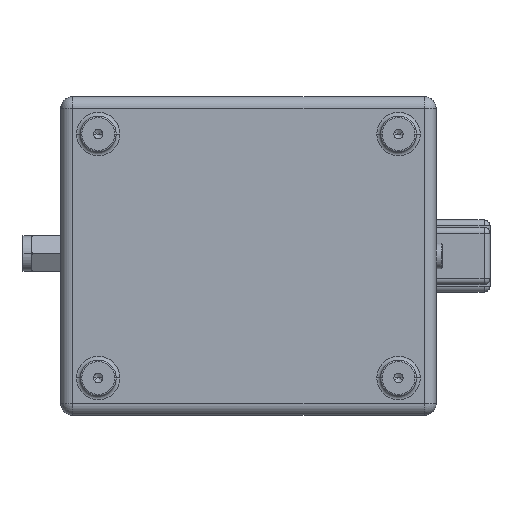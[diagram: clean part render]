
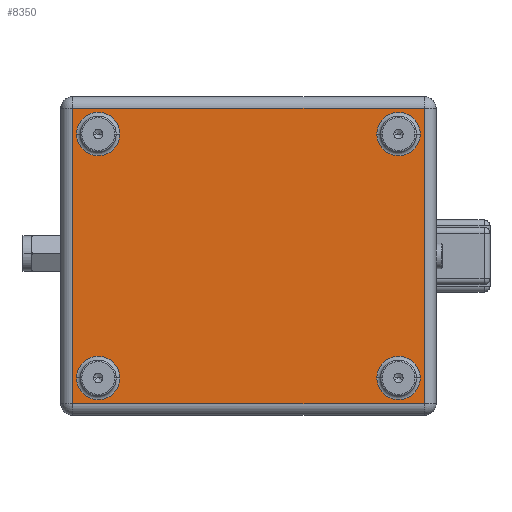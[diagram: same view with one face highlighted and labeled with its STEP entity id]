
A CAD part, front view. The second image highlights one B-rep face of the part: STEP entity #8350.
In plain terms, the highlighted planar face has unit normal (0, -1, 0).
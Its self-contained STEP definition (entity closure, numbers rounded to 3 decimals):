
#269=DIRECTION('',(0.,0.,1.));
#270=VECTOR('',#269,157.226);
#271=CARTESIAN_POINT('',(93.65,3.81,-78.613));
#272=LINE('',#271,#270);
#399=DIRECTION('',(0.,0.,-1.));
#400=VECTOR('',#399,157.226);
#401=CARTESIAN_POINT('',(-93.65,3.81,78.613));
#402=LINE('',#401,#400);
#455=CARTESIAN_POINT('',(79.997,3.81,-64.999));
#456=DIRECTION('',(0.,-1.,0.));
#457=DIRECTION('',(1.,0.,0.));
#458=AXIS2_PLACEMENT_3D('',#455,#456,#457);
#460=CARTESIAN_POINT('',(79.997,3.81,-64.999));
#461=DIRECTION('',(0.,-1.,0.));
#462=DIRECTION('',(-1.,0.,0.));
#463=AXIS2_PLACEMENT_3D('',#460,#461,#462);
#465=CARTESIAN_POINT('',(-79.997,3.81,-64.999));
#466=DIRECTION('',(0.,-1.,0.));
#467=DIRECTION('',(1.,0.,0.));
#468=AXIS2_PLACEMENT_3D('',#465,#466,#467);
#470=CARTESIAN_POINT('',(-79.997,3.81,-64.999));
#471=DIRECTION('',(0.,-1.,0.));
#472=DIRECTION('',(-1.,0.,0.));
#473=AXIS2_PLACEMENT_3D('',#470,#471,#472);
#475=CARTESIAN_POINT('',(79.997,3.81,64.999));
#476=DIRECTION('',(0.,-1.,0.));
#477=DIRECTION('',(-1.,0.,0.));
#478=AXIS2_PLACEMENT_3D('',#475,#476,#477);
#480=CARTESIAN_POINT('',(79.997,3.81,64.999));
#481=DIRECTION('',(0.,-1.,0.));
#482=DIRECTION('',(1.,0.,0.));
#483=AXIS2_PLACEMENT_3D('',#480,#481,#482);
#485=CARTESIAN_POINT('',(-79.997,3.81,64.999));
#486=DIRECTION('',(0.,-1.,0.));
#487=DIRECTION('',(-1.,0.,0.));
#488=AXIS2_PLACEMENT_3D('',#485,#486,#487);
#490=CARTESIAN_POINT('',(-79.997,3.81,64.999));
#491=DIRECTION('',(0.,-1.,0.));
#492=DIRECTION('',(1.,0.,0.));
#493=AXIS2_PLACEMENT_3D('',#490,#491,#492);
#495=DIRECTION('',(-1.,0.,0.));
#496=VECTOR('',#495,187.3);
#497=CARTESIAN_POINT('',(93.65,3.81,78.613));
#498=LINE('',#497,#496);
#6463=DIRECTION('',(1.,0.,0.));
#6464=VECTOR('',#6463,187.3);
#6465=CARTESIAN_POINT('',(-93.65,3.81,-78.613));
#6466=LINE('',#6465,#6464);
#6928=CARTESIAN_POINT('',(93.65,3.81,78.613));
#6929=CARTESIAN_POINT('',(-93.65,3.81,78.613));
#6930=VERTEX_POINT('',#6928);
#6931=VERTEX_POINT('',#6929);
#6934=CARTESIAN_POINT('',(-93.65,3.81,-78.613));
#6935=VERTEX_POINT('',#6934);
#6958=CARTESIAN_POINT('',(93.65,3.81,-78.613));
#6959=VERTEX_POINT('',#6958);
#7048=CARTESIAN_POINT('',(91.554,3.81,-64.999));
#7049=CARTESIAN_POINT('',(68.44,3.81,-64.999));
#7050=VERTEX_POINT('',#7048);
#7051=VERTEX_POINT('',#7049);
#7084=CARTESIAN_POINT('',(-68.44,3.81,-64.999));
#7085=CARTESIAN_POINT('',(-91.554,3.81,-64.999));
#7086=VERTEX_POINT('',#7084);
#7087=VERTEX_POINT('',#7085);
#7120=CARTESIAN_POINT('',(68.44,3.81,64.999));
#7121=CARTESIAN_POINT('',(91.554,3.81,64.999));
#7122=VERTEX_POINT('',#7120);
#7123=VERTEX_POINT('',#7121);
#7136=CARTESIAN_POINT('',(-91.554,3.81,64.999));
#7137=CARTESIAN_POINT('',(-68.44,3.81,64.999));
#7138=VERTEX_POINT('',#7136);
#7139=VERTEX_POINT('',#7137);
#8313=CARTESIAN_POINT('',(0.,3.81,0.));
#8314=DIRECTION('',(0.,1.,0.));
#8315=DIRECTION('',(1.,0.,0.));
#8316=AXIS2_PLACEMENT_3D('',#8313,#8314,#8315);
#8317=PLANE('',#8316);
#8319=ORIENTED_EDGE('',*,*,#8318,.F.);
#8320=ORIENTED_EDGE('',*,*,#8208,.F.);
#8322=ORIENTED_EDGE('',*,*,#8321,.F.);
#8323=ORIENTED_EDGE('',*,*,#8303,.F.);
#8324=EDGE_LOOP('',(#8319,#8320,#8322,#8323));
#8325=FACE_OUTER_BOUND('',#8324,.F.);
#8327=ORIENTED_EDGE('',*,*,#8326,.T.);
#8329=ORIENTED_EDGE('',*,*,#8328,.T.);
#8330=EDGE_LOOP('',(#8327,#8329));
#8331=FACE_BOUND('',#8330,.F.);
#8333=ORIENTED_EDGE('',*,*,#8332,.T.);
#8335=ORIENTED_EDGE('',*,*,#8334,.T.);
#8336=EDGE_LOOP('',(#8333,#8335));
#8337=FACE_BOUND('',#8336,.F.);
#8339=ORIENTED_EDGE('',*,*,#8338,.T.);
#8341=ORIENTED_EDGE('',*,*,#8340,.T.);
#8342=EDGE_LOOP('',(#8339,#8341));
#8343=FACE_BOUND('',#8342,.F.);
#8345=ORIENTED_EDGE('',*,*,#8344,.T.);
#8347=ORIENTED_EDGE('',*,*,#8346,.T.);
#8348=EDGE_LOOP('',(#8345,#8347));
#8349=FACE_BOUND('',#8348,.F.);
#459=CIRCLE('',#458,11.557);
#464=CIRCLE('',#463,11.557);
#469=CIRCLE('',#468,11.557);
#474=CIRCLE('',#473,11.557);
#479=CIRCLE('',#478,11.557);
#484=CIRCLE('',#483,11.557);
#489=CIRCLE('',#488,11.557);
#494=CIRCLE('',#493,11.557);
#8208=EDGE_CURVE('',#6959,#6930,#272,.T.);
#8303=EDGE_CURVE('',#6931,#6935,#402,.T.);
#8318=EDGE_CURVE('',#6930,#6931,#498,.T.);
#8321=EDGE_CURVE('',#6935,#6959,#6466,.T.);
#8326=EDGE_CURVE('',#7050,#7051,#459,.T.);
#8328=EDGE_CURVE('',#7051,#7050,#464,.T.);
#8332=EDGE_CURVE('',#7086,#7087,#469,.T.);
#8334=EDGE_CURVE('',#7087,#7086,#474,.T.);
#8338=EDGE_CURVE('',#7122,#7123,#479,.T.);
#8340=EDGE_CURVE('',#7123,#7122,#484,.T.);
#8344=EDGE_CURVE('',#7138,#7139,#489,.T.);
#8346=EDGE_CURVE('',#7139,#7138,#494,.T.);
#8350=ADVANCED_FACE('',(#8325,#8331,#8337,#8343,#8349),#8317,.F.);
